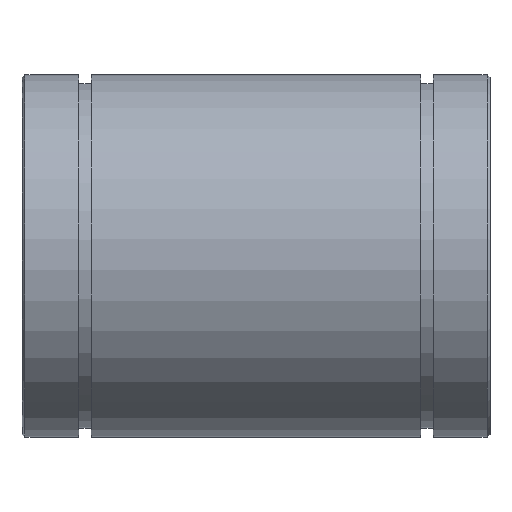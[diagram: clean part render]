
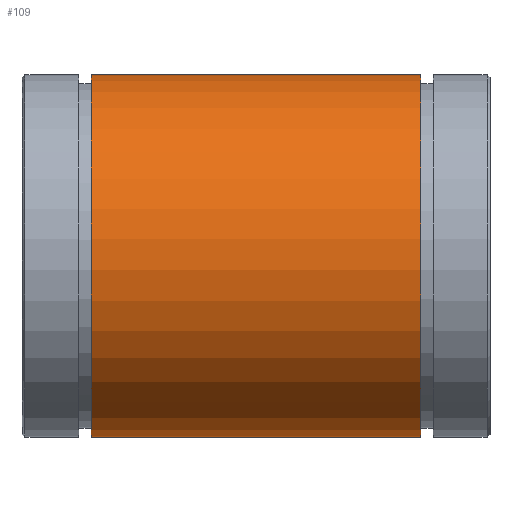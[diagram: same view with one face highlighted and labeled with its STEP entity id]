
A CAD part, top view. The second image highlights one B-rep face of the part: STEP entity #109.
In plain terms, the highlighted cylindrical face has radius 31 mm (diameter 62 mm), a partial arc.
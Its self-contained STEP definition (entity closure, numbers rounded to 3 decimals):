
#109 = ADVANCED_FACE( '', ( #207 ), #208, .T. );
#207 = FACE_OUTER_BOUND( '', #293, .T. );
#208 = CYLINDRICAL_SURFACE( '', #294, 31. );
#293 = EDGE_LOOP( '', ( #498, #499, #500, #501 ) );
#294 = AXIS2_PLACEMENT_3D( '', #502, #503, #504 );
#498 = ORIENTED_EDGE( '', *, *, #622, .T. );
#499 = ORIENTED_EDGE( '', *, *, #607, .F. );
#500 = ORIENTED_EDGE( '', *, *, #567, .F. );
#501 = ORIENTED_EDGE( '', *, *, #616, .T. );
#502 = CARTESIAN_POINT( '', ( 80., 0., 0. ) );
#503 = DIRECTION( '', ( -1., 0., 0. ) );
#504 = DIRECTION( '', ( 0., 0., -1. ) );
#567 = EDGE_CURVE( '', #677, #678, #679, .T. );
#607 = EDGE_CURVE( '', #678, #737, #738, .T. );
#616 = EDGE_CURVE( '', #677, #747, #749, .T. );
#622 = EDGE_CURVE( '', #747, #737, #756, .T. );
#677 = VERTEX_POINT( '', #823 );
#678 = VERTEX_POINT( '', #824 );
#679 = CIRCLE( '', #825, 31. );
#737 = VERTEX_POINT( '', #913 );
#738 = LINE( '', #914, #915 );
#747 = VERTEX_POINT( '', #928 );
#749 = LINE( '', #931, #932 );
#756 = CIRCLE( '', #942, 31. );
#823 = CARTESIAN_POINT( '', ( 68.15, -6.565, -30.297 ) );
#824 = CARTESIAN_POINT( '', ( 68.15, -9.463, -29.52 ) );
#825 = AXIS2_PLACEMENT_3D( '', #990, #991, #992 );
#913 = CARTESIAN_POINT( '', ( 11.85, -9.463, -29.52 ) );
#914 = CARTESIAN_POINT( '', ( 80., -9.463, -29.52 ) );
#915 = VECTOR( '', #1035, 1000. );
#928 = CARTESIAN_POINT( '', ( 11.85, -6.565, -30.297 ) );
#931 = CARTESIAN_POINT( '', ( 80., -6.565, -30.297 ) );
#932 = VECTOR( '', #1044, 1000. );
#942 = AXIS2_PLACEMENT_3D( '', #1048, #1049, #1050 );
#990 = CARTESIAN_POINT( '', ( 68.15, 0., 0. ) );
#991 = DIRECTION( '', ( 1., 0., 0. ) );
#992 = DIRECTION( '', ( 0., 0., -1. ) );
#1035 = DIRECTION( '', ( -1., 0., 0. ) );
#1044 = DIRECTION( '', ( -1., 0., 0. ) );
#1048 = CARTESIAN_POINT( '', ( 11.85, 0., 0. ) );
#1049 = DIRECTION( '', ( 1., 0., 0. ) );
#1050 = DIRECTION( '', ( 0., 0., -1. ) );
